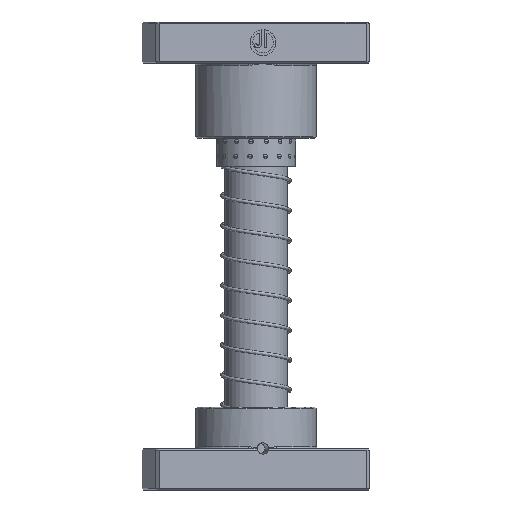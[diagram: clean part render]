
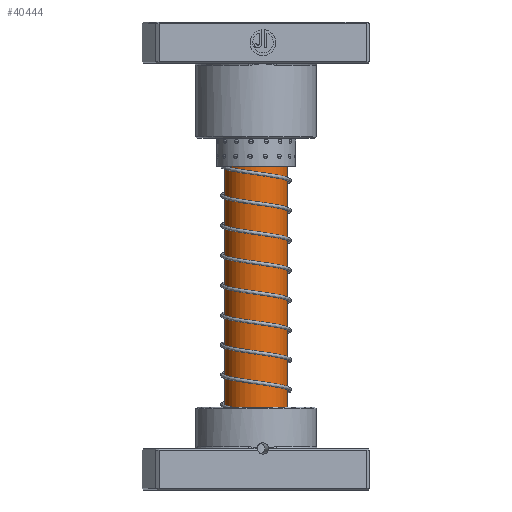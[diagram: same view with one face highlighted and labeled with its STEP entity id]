
A CAD part, front view. The second image highlights one B-rep face of the part: STEP entity #40444.
In plain terms, the highlighted cylindrical face has radius 19 mm (diameter 38 mm), a partial arc.
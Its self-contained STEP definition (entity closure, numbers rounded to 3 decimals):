
#1440 = CIRCLE ( 'NONE', #24694, 19. ) ;
#4639 = VECTOR ( 'NONE', #12917, 1000. ) ;
#5335 = CYLINDRICAL_SURFACE ( 'NONE', #13520, 19. ) ;
#6270 = CARTESIAN_POINT ( 'NONE',  ( -19., 0., 236. ) ) ;
#6536 = EDGE_CURVE ( 'NONE', #6759, #34603, #1440, .T. ) ;
#6759 = VERTEX_POINT ( 'NONE', #27425 ) ;
#6875 = CARTESIAN_POINT ( 'NONE',  ( 0., 0., 240. ) ) ;
#8190 = CARTESIAN_POINT ( 'NONE',  ( 0., 0., 236. ) ) ;
#8526 = VERTEX_POINT ( 'NONE', #25260 ) ;
#9026 = CARTESIAN_POINT ( 'NONE',  ( 19., 0., 240. ) ) ;
#11646 = DIRECTION ( 'NONE',  ( 1., 0., 0. ) ) ;
#12917 = DIRECTION ( 'NONE',  ( 0., 0., -1. ) ) ;
#13061 = EDGE_CURVE ( 'NONE', #34603, #8526, #30838, .T. ) ;
#13520 = AXIS2_PLACEMENT_3D ( 'NONE', #6875, #41331, #20756 ) ;
#18165 = CARTESIAN_POINT ( 'NONE',  ( 19., 0., 29.25 ) ) ;
#19320 = ORIENTED_EDGE ( 'NONE', *, *, #43104, .F. ) ;
#19686 = CARTESIAN_POINT ( 'NONE',  ( 0., 0., 29.25 ) ) ;
#20024 = CIRCLE ( 'NONE', #27914, 19. ) ;
#20039 = VECTOR ( 'NONE', #32960, 1000. ) ;
#20756 = DIRECTION ( 'NONE',  ( -1., 0., 0. ) ) ;
#23112 = DIRECTION ( 'NONE',  ( -1., 0., 0. ) ) ;
#24053 = EDGE_LOOP ( 'NONE', ( #24294, #24850, #25697, #19320 ) ) ;
#24294 = ORIENTED_EDGE ( 'NONE', *, *, #28861, .F. ) ;
#24556 = FACE_OUTER_BOUND ( 'NONE', #24053, .T. ) ;
#24694 = AXIS2_PLACEMENT_3D ( 'NONE', #8190, #32121, #11646 ) ;
#24850 = ORIENTED_EDGE ( 'NONE', *, *, #6536, .T. ) ;
#25260 = CARTESIAN_POINT ( 'NONE',  ( -19., 0., 29.25 ) ) ;
#25697 = ORIENTED_EDGE ( 'NONE', *, *, #13061, .T. ) ;
#25945 = VERTEX_POINT ( 'NONE', #18165 ) ;
#27425 = CARTESIAN_POINT ( 'NONE',  ( 19., 0., 236. ) ) ;
#27914 = AXIS2_PLACEMENT_3D ( 'NONE', #19686, #43706, #23112 ) ;
#28861 = EDGE_CURVE ( 'NONE', #6759, #25945, #38309, .T. ) ;
#30838 = LINE ( 'NONE', #36888, #4639 ) ;
#32121 = DIRECTION ( 'NONE',  ( 0., 0., -1. ) ) ;
#32960 = DIRECTION ( 'NONE',  ( 0., 0., -1. ) ) ;
#34603 = VERTEX_POINT ( 'NONE', #6270 ) ;
#36888 = CARTESIAN_POINT ( 'NONE',  ( -19., 0., 240. ) ) ;
#38309 = LINE ( 'NONE', #9026, #20039 ) ;
#40444 = ADVANCED_FACE ( 'NONE', ( #24556 ), #5335, .T. ) ;
#41331 = DIRECTION ( 'NONE',  ( 0., 0., -1. ) ) ;
#43104 = EDGE_CURVE ( 'NONE', #25945, #8526, #20024, .T. ) ;
#43706 = DIRECTION ( 'NONE',  ( 0., 0., -1. ) ) ;
